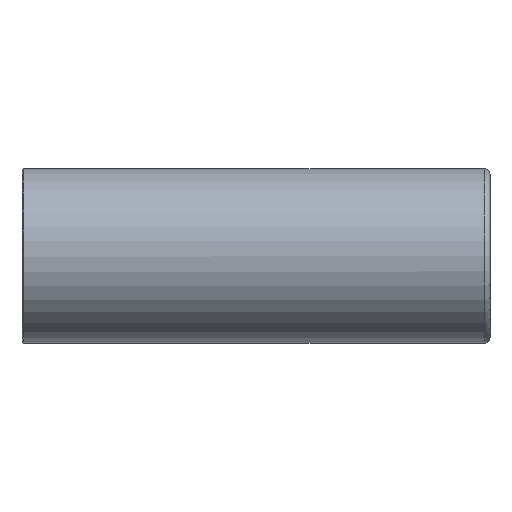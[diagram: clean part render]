
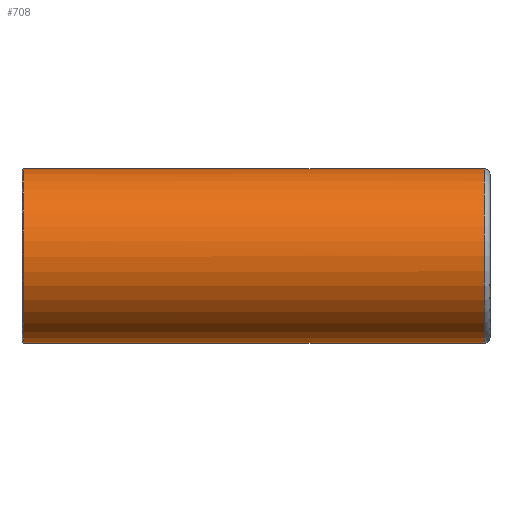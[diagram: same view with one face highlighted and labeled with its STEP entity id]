
A CAD part, left-side view. The second image highlights one B-rep face of the part: STEP entity #708.
In plain terms, the highlighted cylindrical face has radius 14.9 mm (diameter 29.8 mm), a full revolution.
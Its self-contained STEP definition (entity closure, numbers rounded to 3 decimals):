
#101=LINE('',#4004,#134);
#134=VECTOR('',#1199,14.9);
#141=CYLINDRICAL_SURFACE('',#970,14.9);
#188=FACE_OUTER_BOUND('',#237,.T.);
#237=EDGE_LOOP('',(#636,#637,#638,#639,#640,#641));
#275=CIRCLE('',#968,14.9);
#276=CIRCLE('',#969,14.9);
#277=CIRCLE('',#971,14.9);
#278=CIRCLE('',#972,14.9);
#343=VERTEX_POINT('',#3997);
#344=VERTEX_POINT('',#3999);
#345=VERTEX_POINT('',#4003);
#346=VERTEX_POINT('',#4005);
#441=EDGE_CURVE('',#344,#343,#275,.T.);
#442=EDGE_CURVE('',#343,#344,#276,.T.);
#443=EDGE_CURVE('',#344,#345,#101,.T.);
#444=EDGE_CURVE('',#346,#345,#277,.T.);
#445=EDGE_CURVE('',#345,#346,#278,.T.);
#636=ORIENTED_EDGE('',*,*,#442,.T.);
#637=ORIENTED_EDGE('',*,*,#443,.T.);
#638=ORIENTED_EDGE('',*,*,#444,.F.);
#639=ORIENTED_EDGE('',*,*,#445,.F.);
#640=ORIENTED_EDGE('',*,*,#443,.F.);
#641=ORIENTED_EDGE('',*,*,#441,.T.);
#708=ADVANCED_FACE('',(#188),#141,.T.);
#968=AXIS2_PLACEMENT_3D('',#4000,#1193,#1194);
#969=AXIS2_PLACEMENT_3D('',#4001,#1195,#1196);
#970=AXIS2_PLACEMENT_3D('',#4002,#1197,#1198);
#971=AXIS2_PLACEMENT_3D('',#4006,#1200,#1201);
#972=AXIS2_PLACEMENT_3D('',#4007,#1202,#1203);
#1193=DIRECTION('center_axis',(0.,1.,0.));
#1194=DIRECTION('ref_axis',(0.,0.,-1.));
#1195=DIRECTION('center_axis',(0.,1.,0.));
#1196=DIRECTION('ref_axis',(0.,0.,-1.));
#1197=DIRECTION('center_axis',(0.,-1.,0.));
#1198=DIRECTION('ref_axis',(0.,0.,1.));
#1199=DIRECTION('',(0.,1.,0.));
#1200=DIRECTION('center_axis',(0.,1.,0.));
#1201=DIRECTION('ref_axis',(0.,0.,-1.));
#1202=DIRECTION('center_axis',(0.,1.,0.));
#1203=DIRECTION('ref_axis',(0.,0.,-1.));
#3997=CARTESIAN_POINT('',(-0.134,1.,14.899));
#3999=CARTESIAN_POINT('',(0.,1.,-14.9));
#4000=CARTESIAN_POINT('Origin',(0.,1.,0.));
#4001=CARTESIAN_POINT('Origin',(0.,1.,0.));
#4002=CARTESIAN_POINT('Origin',(0.,84.,0.));
#4003=CARTESIAN_POINT('',(0.,79.7,-14.9));
#4004=CARTESIAN_POINT('',(0.,84.,-14.9));
#4005=CARTESIAN_POINT('',(-0.198,79.7,14.899));
#4006=CARTESIAN_POINT('Origin',(0.,79.7,0.));
#4007=CARTESIAN_POINT('Origin',(0.,79.7,0.));
